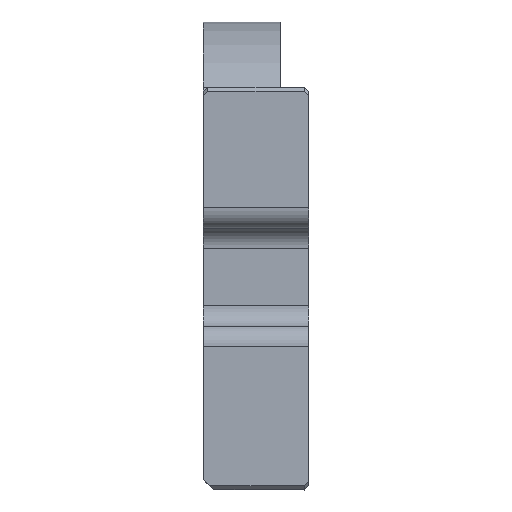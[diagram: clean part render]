
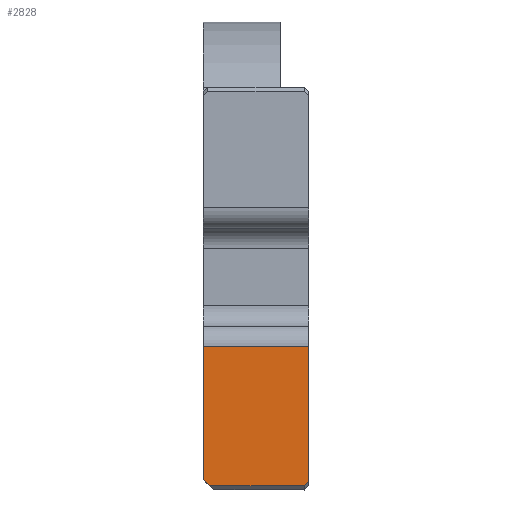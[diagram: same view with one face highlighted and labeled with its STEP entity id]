
A CAD part, left-side view. The second image highlights one B-rep face of the part: STEP entity #2828.
In plain terms, the highlighted planar face has unit normal (-1, 0, 0).
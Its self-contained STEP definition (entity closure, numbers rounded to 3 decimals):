
#102=PLANE('',#3072);
#226=FACE_OUTER_BOUND('',#403,.T.);
#403=EDGE_LOOP('',(#2226,#2227,#2228,#2229,#2230,#2231));
#596=LINE('',#4265,#875);
#664=LINE('',#4505,#943);
#665=LINE('',#4508,#944);
#666=LINE('',#4510,#945);
#667=LINE('',#4512,#946);
#668=LINE('',#4513,#947);
#875=VECTOR('',#3370,10.);
#943=VECTOR('',#3600,2.);
#944=VECTOR('',#3603,1000.);
#945=VECTOR('',#3604,1000.);
#946=VECTOR('',#3605,10.);
#947=VECTOR('',#3606,10.);
#1299=VERTEX_POINT('',#4262);
#1300=VERTEX_POINT('',#4264);
#1364=VERTEX_POINT('',#4501);
#1366=VERTEX_POINT('',#4507);
#1367=VERTEX_POINT('',#4509);
#1368=VERTEX_POINT('',#4511);
#1577=EDGE_CURVE('',#1299,#1300,#596,.T.);
#1683=EDGE_CURVE('',#1300,#1364,#664,.T.);
#1684=EDGE_CURVE('',#1366,#1299,#665,.T.);
#1685=EDGE_CURVE('',#1367,#1366,#666,.T.);
#1686=EDGE_CURVE('',#1367,#1368,#667,.T.);
#1687=EDGE_CURVE('',#1364,#1368,#668,.T.);
#2226=ORIENTED_EDGE('',*,*,#1683,.F.);
#2227=ORIENTED_EDGE('',*,*,#1577,.F.);
#2228=ORIENTED_EDGE('',*,*,#1684,.F.);
#2229=ORIENTED_EDGE('',*,*,#1685,.F.);
#2230=ORIENTED_EDGE('',*,*,#1686,.T.);
#2231=ORIENTED_EDGE('',*,*,#1687,.F.);
#2828=ADVANCED_FACE('',(#226),#102,.T.);
#3072=AXIS2_PLACEMENT_3D('',#4506,#3601,#3602);
#3370=DIRECTION('',(0.,0.,1.));
#3600=DIRECTION('',(0.,-1.,0.));
#3601=DIRECTION('center_axis',(-1.,0.,0.));
#3602=DIRECTION('ref_axis',(0.,0.,-1.));
#3603=DIRECTION('',(0.,0.707,0.707));
#3604=DIRECTION('',(0.,1.,0.));
#3605=DIRECTION('',(0.,-0.707,0.707));
#3606=DIRECTION('',(0.,0.,-1.));
#4262=CARTESIAN_POINT('',(-10.455,232.05,-19.25));
#4264=CARTESIAN_POINT('',(-10.455,232.05,-6.62));
#4265=CARTESIAN_POINT('',(-10.455,232.05,8.438));
#4501=CARTESIAN_POINT('',(-10.455,222.05,-6.62));
#4505=CARTESIAN_POINT('',(-10.455,222.05,-6.62));
#4506=CARTESIAN_POINT('Origin',(-10.455,226.05,18.));
#4507=CARTESIAN_POINT('',(-10.455,231.45,-19.85));
#4508=CARTESIAN_POINT('',(-10.455,239.613,-11.687));
#4509=CARTESIAN_POINT('',(-10.455,222.45,-19.85));
#4510=CARTESIAN_POINT('',(-10.455,226.05,-19.85));
#4511=CARTESIAN_POINT('',(-10.455,222.05,-19.45));
#4512=CARTESIAN_POINT('',(-10.455,213.988,-11.387));
#4513=CARTESIAN_POINT('',(-10.455,222.05,8.438));
